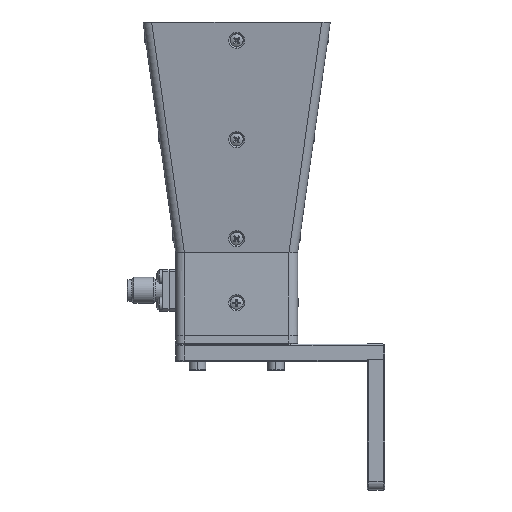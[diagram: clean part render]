
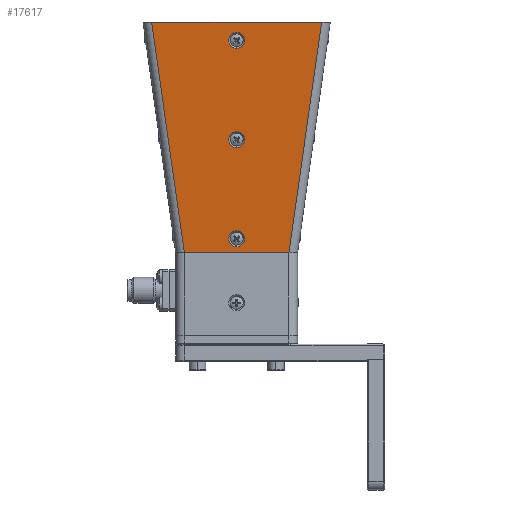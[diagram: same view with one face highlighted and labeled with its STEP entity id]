
A CAD part, front view. The second image highlights one B-rep face of the part: STEP entity #17617.
In plain terms, the highlighted planar face has unit normal (0, -0.99, -0.14).
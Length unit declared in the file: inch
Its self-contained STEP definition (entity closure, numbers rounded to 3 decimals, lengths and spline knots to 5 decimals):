
#753 = EDGE_CURVE ( 'NONE', #9924, #2588, #20795, .T. ) ;
#1449 = AXIS2_PLACEMENT_3D ( 'NONE', #15839, #9473, #7844 ) ;
#1479 = DIRECTION ( 'NONE',  ( 0., -0.99, -0.14 ) ) ;
#1538 = AXIS2_PLACEMENT_3D ( 'NONE', #5010, #16454, #9767 ) ;
#1712 = LINE ( 'NONE', #16337, #7857 ) ;
#1875 = CARTESIAN_POINT ( 'NONE',  ( 0., -0.68559, 1.22667 ) ) ;
#1945 = LINE ( 'NONE', #8511, #11805 ) ;
#2300 = ORIENTED_EDGE ( 'NONE', *, *, #20641, .F. ) ;
#2325 = CIRCLE ( 'NONE', #4379, 0.07283 ) ;
#2326 = AXIS2_PLACEMENT_3D ( 'NONE', #8186, #14763, #7874 ) ;
#2588 = VERTEX_POINT ( 'NONE', #5311 ) ;
#2598 = CIRCLE ( 'NONE', #1538, 0.07283 ) ;
#3232 = ORIENTED_EDGE ( 'NONE', *, *, #15214, .T. ) ;
#3433 = CARTESIAN_POINT ( 'NONE',  ( 0., -0.83303, 2.26746 ) ) ;
#3462 = DIRECTION ( 'NONE',  ( 0., 0.14, -0.99 ) ) ;
#3700 = DIRECTION ( 'NONE',  ( 0., 0.14, -0.99 ) ) ;
#4133 = CARTESIAN_POINT ( 'NONE',  ( 0., -0.57901, 0.47434 ) ) ;
#4204 = DIRECTION ( 'NONE',  ( 0.139, 0.139, -0.981 ) ) ;
#4379 = AXIS2_PLACEMENT_3D ( 'NONE', #18357, #20066, #3700 ) ;
#4577 = CARTESIAN_POINT ( 'NONE',  ( -0.47322, -0.55118, 0.27788 ) ) ;
#4814 = FACE_BOUND ( 'NONE', #11470, .T. ) ;
#4910 = CARTESIAN_POINT ( 'NONE',  ( 0.76849, -0.84646, 2.3622 ) ) ;
#4970 = AXIS2_PLACEMENT_3D ( 'NONE', #17595, #16275, #3462 ) ;
#5010 = CARTESIAN_POINT ( 'NONE',  ( 0., -0.56879, 0.40223 ) ) ;
#5209 = VECTOR ( 'NONE', #4204, 39.37008 ) ;
#5311 = CARTESIAN_POINT ( 'NONE',  ( 0., -0.70602, 1.3709 ) ) ;
#5382 = VERTEX_POINT ( 'NONE', #7136 ) ;
#5437 = CIRCLE ( 'NONE', #12687, 0.07283 ) ;
#5997 = VERTEX_POINT ( 'NONE', #4133 ) ;
#6382 = ORIENTED_EDGE ( 'NONE', *, *, #753, .F. ) ;
#6910 = LINE ( 'NONE', #11526, #11695 ) ;
#7136 = CARTESIAN_POINT ( 'NONE',  ( 0.47322, -0.55118, 0.27788 ) ) ;
#7235 = EDGE_CURVE ( 'NONE', #20769, #16706, #19875, .T. ) ;
#7256 = ORIENTED_EDGE ( 'NONE', *, *, #14375, .T. ) ;
#7844 = DIRECTION ( 'NONE',  ( 1., 0., 0. ) ) ;
#7853 = DIRECTION ( 'NONE',  ( 0., -0.99, -0.14 ) ) ;
#7857 = VECTOR ( 'NONE', #8265, 39.37008 ) ;
#7874 = DIRECTION ( 'NONE',  ( 0., 0.14, -0.99 ) ) ;
#8035 = DIRECTION ( 'NONE',  ( 0., 0.14, -0.99 ) ) ;
#8048 = FACE_BOUND ( 'NONE', #12506, .T. ) ;
#8186 = CARTESIAN_POINT ( 'NONE',  ( 0., -0.69581, 1.29879 ) ) ;
#8239 = EDGE_CURVE ( 'NONE', #17272, #5997, #2598, .T. ) ;
#8265 = DIRECTION ( 'NONE',  ( 1., 0., 0. ) ) ;
#8511 = CARTESIAN_POINT ( 'NONE',  ( -0.84646, -0.84646, 2.3622 ) ) ;
#8890 = AXIS2_PLACEMENT_3D ( 'NONE', #17736, #1479, #8035 ) ;
#9473 = DIRECTION ( 'NONE',  ( 0., 0.99, 0.14 ) ) ;
#9767 = DIRECTION ( 'NONE',  ( 0., 0.14, -0.99 ) ) ;
#9807 = DIRECTION ( 'NONE',  ( 0.139, -0.139, 0.981 ) ) ;
#9853 = ORIENTED_EDGE ( 'NONE', *, *, #7235, .F. ) ;
#9924 = VERTEX_POINT ( 'NONE', #1875 ) ;
#9978 = EDGE_CURVE ( 'NONE', #5997, #17272, #2325, .T. ) ;
#10110 = CARTESIAN_POINT ( 'NONE',  ( 0.47296, -0.55118, 0.2779 ) ) ;
#10215 = CARTESIAN_POINT ( 'NONE',  ( 0.47322, -0.55118, 0.27788 ) ) ;
#10384 = ORIENTED_EDGE ( 'NONE', *, *, #9978, .F. ) ;
#10405 = EDGE_CURVE ( 'NONE', #5382, #17699, #6910, .T. ) ;
#10486 = CARTESIAN_POINT ( 'NONE',  ( 0., -0.55858, 0.33011 ) ) ;
#10589 = ORIENTED_EDGE ( 'NONE', *, *, #17322, .F. ) ;
#10682 = CARTESIAN_POINT ( 'NONE',  ( 0.47244, -0.55118, 0.27791 ) ) ;
#10696 = LINE ( 'NONE', #18746, #5209 ) ;
#10937 = EDGE_LOOP ( 'NONE', ( #12705, #3232, #20415, #10589, #14570, #7256 ) ) ;
#11088 = FACE_OUTER_BOUND ( 'NONE', #10937, .T. ) ;
#11158 = CARTESIAN_POINT ( 'NONE',  ( -0.47296, -0.55118, 0.2779 ) ) ;
#11470 = EDGE_LOOP ( 'NONE', ( #2300, #9853 ) ) ;
#11526 = CARTESIAN_POINT ( 'NONE',  ( 0.58957, -0.66753, 1.09922 ) ) ;
#11583 = CARTESIAN_POINT ( 'NONE',  ( 0., -0.8126, 2.12323 ) ) ;
#11695 = VECTOR ( 'NONE', #9807, 39.37008 ) ;
#11706 = EDGE_CURVE ( 'NONE', #14650, #12546, #10696, .T. ) ;
#11805 = VECTOR ( 'NONE', #11859, 39.37008 ) ;
#11859 = DIRECTION ( 'NONE',  ( 1., 0., 0. ) ) ;
#12473 = EDGE_LOOP ( 'NONE', ( #6382, #18138 ) ) ;
#12506 = EDGE_LOOP ( 'NONE', ( #18763, #10384 ) ) ;
#12546 = VERTEX_POINT ( 'NONE', #13865 ) ;
#12555 =( BOUNDED_CURVE ( )  B_SPLINE_CURVE ( 3, ( #18192, #18512, #10110, #10215 ),
 .UNSPECIFIED., .F., .F. ) 
 B_SPLINE_CURVE_WITH_KNOTS ( ( 4, 4 ),
 ( 3.14159, 3.15143 ),
 .UNSPECIFIED. ) 
 CURVE ( )  GEOMETRIC_REPRESENTATION_ITEM ( )  RATIONAL_B_SPLINE_CURVE ( ( 1., 1., 1., 1. ) ) 
 REPRESENTATION_ITEM ( '' )  );
#12604 = DIRECTION ( 'NONE',  ( 0., 0.14, -0.99 ) ) ;
#12687 = AXIS2_PLACEMENT_3D ( 'NONE', #19374, #7853, #12604 ) ;
#12705 = ORIENTED_EDGE ( 'NONE', *, *, #14011, .T. ) ;
#12888 = CARTESIAN_POINT ( 'NONE',  ( -0.4727, -0.55118, 0.27791 ) ) ;
#13865 = CARTESIAN_POINT ( 'NONE',  ( -0.47322, -0.55118, 0.27788 ) ) ;
#14011 = EDGE_CURVE ( 'NONE', #14868, #17515, #1712, .T. ) ;
#14375 = EDGE_CURVE ( 'NONE', #12546, #14868, #17755, .T. ) ;
#14520 = FACE_BOUND ( 'NONE', #12473, .T. ) ;
#14570 = ORIENTED_EDGE ( 'NONE', *, *, #11706, .T. ) ;
#14650 = VERTEX_POINT ( 'NONE', #17676 ) ;
#14745 = EDGE_CURVE ( 'NONE', #2588, #9924, #18129, .T. ) ;
#14763 = DIRECTION ( 'NONE',  ( 0., -0.99, -0.14 ) ) ;
#14868 = VERTEX_POINT ( 'NONE', #16701 ) ;
#15214 = EDGE_CURVE ( 'NONE', #17515, #5382, #12555, .T. ) ;
#15839 = CARTESIAN_POINT ( 'NONE',  ( 0., -0.67913, 1.1811 ) ) ;
#16275 = DIRECTION ( 'NONE',  ( 0., -0.99, -0.14 ) ) ;
#16337 = CARTESIAN_POINT ( 'NONE',  ( 0., -0.55118, 0.27791 ) ) ;
#16454 = DIRECTION ( 'NONE',  ( 0., -0.99, -0.14 ) ) ;
#16701 = CARTESIAN_POINT ( 'NONE',  ( -0.47244, -0.55118, 0.27791 ) ) ;
#16706 = VERTEX_POINT ( 'NONE', #11583 ) ;
#17272 = VERTEX_POINT ( 'NONE', #10486 ) ;
#17322 = EDGE_CURVE ( 'NONE', #14650, #17699, #1945, .T. ) ;
#17515 = VERTEX_POINT ( 'NONE', #10682 ) ;
#17595 = CARTESIAN_POINT ( 'NONE',  ( 0., -0.69581, 1.29879 ) ) ;
#17617 = ADVANCED_FACE ( 'NONE', ( #4814, #14520, #8048, #11088 ), #21076, .F. ) ;
#17676 = CARTESIAN_POINT ( 'NONE',  ( -0.76849, -0.84646, 2.3622 ) ) ;
#17699 = VERTEX_POINT ( 'NONE', #4910 ) ;
#17736 = CARTESIAN_POINT ( 'NONE',  ( 0., -0.82282, 2.19535 ) ) ;
#17755 =( BOUNDED_CURVE ( )  B_SPLINE_CURVE ( 3, ( #4577, #11158, #12888, #19438 ),
 .UNSPECIFIED., .F., .F. ) 
 B_SPLINE_CURVE_WITH_KNOTS ( ( 4, 4 ),
 ( 3.13175, 3.14159 ),
 .UNSPECIFIED. ) 
 CURVE ( )  GEOMETRIC_REPRESENTATION_ITEM ( )  RATIONAL_B_SPLINE_CURVE ( ( 1., 1., 1., 1. ) ) 
 REPRESENTATION_ITEM ( '' )  );
#18129 = CIRCLE ( 'NONE', #2326, 0.07283 ) ;
#18138 = ORIENTED_EDGE ( 'NONE', *, *, #14745, .F. ) ;
#18192 = CARTESIAN_POINT ( 'NONE',  ( 0.47244, -0.55118, 0.27791 ) ) ;
#18357 = CARTESIAN_POINT ( 'NONE',  ( 0., -0.56879, 0.40223 ) ) ;
#18512 = CARTESIAN_POINT ( 'NONE',  ( 0.4727, -0.55118, 0.27791 ) ) ;
#18746 = CARTESIAN_POINT ( 'NONE',  ( -0.58957, -0.66753, 1.09922 ) ) ;
#18763 = ORIENTED_EDGE ( 'NONE', *, *, #8239, .F. ) ;
#19374 = CARTESIAN_POINT ( 'NONE',  ( 0., -0.82282, 2.19535 ) ) ;
#19438 = CARTESIAN_POINT ( 'NONE',  ( -0.47244, -0.55118, 0.27791 ) ) ;
#19875 = CIRCLE ( 'NONE', #8890, 0.07283 ) ;
#20066 = DIRECTION ( 'NONE',  ( 0., -0.99, -0.14 ) ) ;
#20415 = ORIENTED_EDGE ( 'NONE', *, *, #10405, .T. ) ;
#20641 = EDGE_CURVE ( 'NONE', #16706, #20769, #5437, .T. ) ;
#20769 = VERTEX_POINT ( 'NONE', #3433 ) ;
#20795 = CIRCLE ( 'NONE', #4970, 0.07283 ) ;
#21076 = PLANE ( 'NONE',  #1449 ) ;
